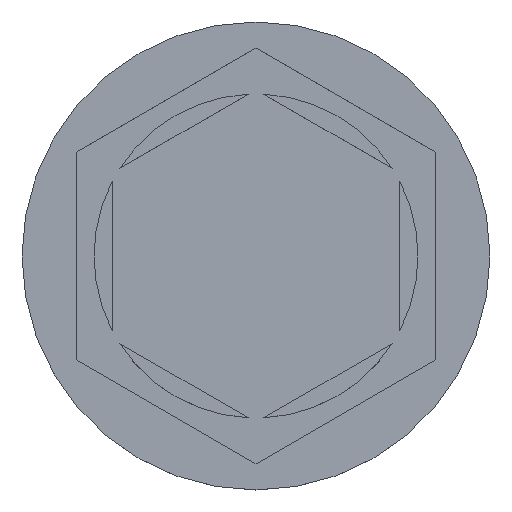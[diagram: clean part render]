
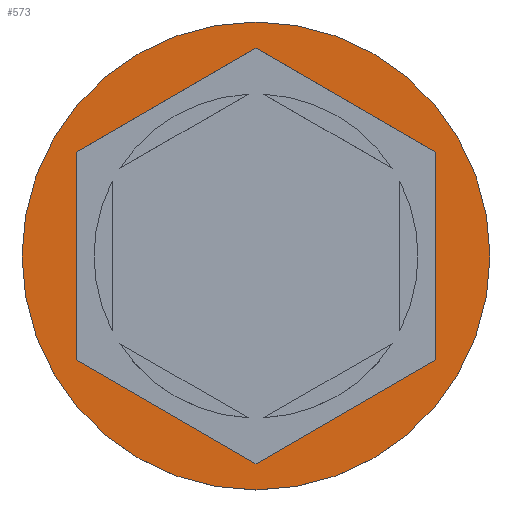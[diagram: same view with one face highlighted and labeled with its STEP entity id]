
A CAD part, top view. The second image highlights one B-rep face of the part: STEP entity #573.
In plain terms, the highlighted planar face has unit normal (0, 0, 1).
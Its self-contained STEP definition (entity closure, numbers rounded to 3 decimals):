
#17 = VERTEX_POINT ( 'NONE', #2049 ) ;
#101 = CARTESIAN_POINT ( 'NONE',  ( 0., 0., 0. ) ) ;
#124 = EDGE_CURVE ( 'NONE', #2318, #642, #1216, .T. ) ;
#171 = VECTOR ( 'NONE', #1913, 1000. ) ;
#216 = VECTOR ( 'NONE', #1213, 1000. ) ;
#261 = CIRCLE ( 'NONE', #896, 6.5 ) ;
#284 = CARTESIAN_POINT ( 'NONE',  ( 0., -5.774, 0. ) ) ;
#306 = EDGE_CURVE ( 'NONE', #1121, #1931, #1554, .T. ) ;
#310 = VERTEX_POINT ( 'NONE', #2325 ) ;
#362 = ORIENTED_EDGE ( 'NONE', *, *, #124, .T. ) ;
#372 = AXIS2_PLACEMENT_3D ( 'NONE', #1678, #1787, #2208 ) ;
#397 = LINE ( 'NONE', #1921, #1854 ) ;
#423 = LINE ( 'NONE', #790, #216 ) ;
#492 = ORIENTED_EDGE ( 'NONE', *, *, #793, .F. ) ;
#496 = VERTEX_POINT ( 'NONE', #815 ) ;
#541 = CARTESIAN_POINT ( 'NONE',  ( -6.5, 0., 0. ) ) ;
#573 = ADVANCED_FACE ( 'NONE', ( #2213, #678 ), #1822, .T. ) ;
#610 = DIRECTION ( 'NONE',  ( 0.866, -0.5, 0. ) ) ;
#638 = EDGE_LOOP ( 'NONE', ( #362, #2493 ) ) ;
#642 = VERTEX_POINT ( 'NONE', #541 ) ;
#678 = FACE_OUTER_BOUND ( 'NONE', #638, .T. ) ;
#778 = DIRECTION ( 'NONE',  ( 0., -1., 0. ) ) ;
#790 = CARTESIAN_POINT ( 'NONE',  ( 0., 5.774, 0. ) ) ;
#793 = EDGE_CURVE ( 'NONE', #1931, #1985, #1956, .T. ) ;
#815 = CARTESIAN_POINT ( 'NONE',  ( 5., -2.887, 0. ) ) ;
#844 = EDGE_LOOP ( 'NONE', ( #1715, #1196, #2381, #492, #1198, #925 ) ) ;
#896 = AXIS2_PLACEMENT_3D ( 'NONE', #1992, #2156, #2359 ) ;
#925 = ORIENTED_EDGE ( 'NONE', *, *, #2304, .F. ) ;
#1121 = VERTEX_POINT ( 'NONE', #1455 ) ;
#1196 = ORIENTED_EDGE ( 'NONE', *, *, #1279, .F. ) ;
#1198 = ORIENTED_EDGE ( 'NONE', *, *, #306, .F. ) ;
#1213 = DIRECTION ( 'NONE',  ( -0.866, -0.5, 0. ) ) ;
#1216 = CIRCLE ( 'NONE', #372, 6.5 ) ;
#1230 = VECTOR ( 'NONE', #1236, 1000. ) ;
#1236 = DIRECTION ( 'NONE',  ( 0.866, 0.5, 0. ) ) ;
#1279 = EDGE_CURVE ( 'NONE', #496, #310, #397, .T. ) ;
#1293 = VECTOR ( 'NONE', #778, 1000. ) ;
#1360 = EDGE_CURVE ( 'NONE', #310, #17, #1524, .T. ) ;
#1398 = EDGE_CURVE ( 'NONE', #642, #2318, #261, .T. ) ;
#1420 = LINE ( 'NONE', #2188, #1230 ) ;
#1422 = VECTOR ( 'NONE', #610, 1000. ) ;
#1455 = CARTESIAN_POINT ( 'NONE',  ( -5., 2.887, 0. ) ) ;
#1524 = LINE ( 'NONE', #1937, #171 ) ;
#1554 = LINE ( 'NONE', #1701, #1293 ) ;
#1558 = CARTESIAN_POINT ( 'NONE',  ( -5., -2.887, 0. ) ) ;
#1616 = AXIS2_PLACEMENT_3D ( 'NONE', #101, #2226, #1633 ) ;
#1633 = DIRECTION ( 'NONE',  ( 1., 0., 0. ) ) ;
#1678 = CARTESIAN_POINT ( 'NONE',  ( 0., 0., 0. ) ) ;
#1701 = CARTESIAN_POINT ( 'NONE',  ( -5., 2.887, 0. ) ) ;
#1715 = ORIENTED_EDGE ( 'NONE', *, *, #1360, .F. ) ;
#1787 = DIRECTION ( 'NONE',  ( 0., 0., 1. ) ) ;
#1792 = CARTESIAN_POINT ( 'NONE',  ( -5., -2.887, 0. ) ) ;
#1822 = PLANE ( 'NONE',  #1616 ) ;
#1854 = VECTOR ( 'NONE', #1902, 1000. ) ;
#1902 = DIRECTION ( 'NONE',  ( 0., 1., 0. ) ) ;
#1913 = DIRECTION ( 'NONE',  ( -0.866, 0.5, 0. ) ) ;
#1921 = CARTESIAN_POINT ( 'NONE',  ( 5., -2.887, 0. ) ) ;
#1931 = VERTEX_POINT ( 'NONE', #1558 ) ;
#1937 = CARTESIAN_POINT ( 'NONE',  ( 5., 2.887, 0. ) ) ;
#1956 = LINE ( 'NONE', #1792, #1422 ) ;
#1971 = CARTESIAN_POINT ( 'NONE',  ( 6.5, 0., 0. ) ) ;
#1985 = VERTEX_POINT ( 'NONE', #284 ) ;
#1992 = CARTESIAN_POINT ( 'NONE',  ( 0., 0., 0. ) ) ;
#2049 = CARTESIAN_POINT ( 'NONE',  ( 0., 5.774, 0. ) ) ;
#2084 = EDGE_CURVE ( 'NONE', #1985, #496, #1420, .T. ) ;
#2156 = DIRECTION ( 'NONE',  ( 0., 0., 1. ) ) ;
#2188 = CARTESIAN_POINT ( 'NONE',  ( 0., -5.774, 0. ) ) ;
#2208 = DIRECTION ( 'NONE',  ( 1., 0., 0. ) ) ;
#2213 = FACE_BOUND ( 'NONE', #844, .T. ) ;
#2226 = DIRECTION ( 'NONE',  ( 0., 0., 1. ) ) ;
#2304 = EDGE_CURVE ( 'NONE', #17, #1121, #423, .T. ) ;
#2318 = VERTEX_POINT ( 'NONE', #1971 ) ;
#2325 = CARTESIAN_POINT ( 'NONE',  ( 5., 2.887, 0. ) ) ;
#2359 = DIRECTION ( 'NONE',  ( 1., 0., 0. ) ) ;
#2381 = ORIENTED_EDGE ( 'NONE', *, *, #2084, .F. ) ;
#2493 = ORIENTED_EDGE ( 'NONE', *, *, #1398, .T. ) ;
